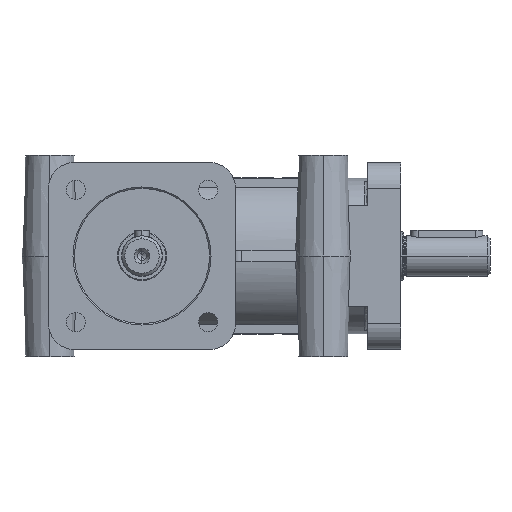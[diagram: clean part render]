
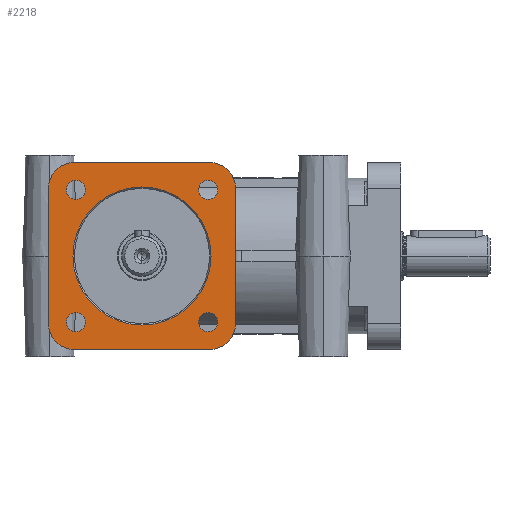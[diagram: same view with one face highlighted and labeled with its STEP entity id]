
A CAD part, left-side view. The second image highlights one B-rep face of the part: STEP entity #2218.
In plain terms, the highlighted planar face has unit normal (-1, 0, 0).
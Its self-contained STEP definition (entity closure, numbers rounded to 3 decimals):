
#2218=ADVANCED_FACE('',(#4848,#4849,#4850,#4851,#4852,#4853),#4854,.T.);
#4848=FACE_OUTER_BOUND('',#7892,.T.);
#4849=FACE_BOUND('',#7893,.T.);
#4850=FACE_BOUND('',#7894,.T.);
#4851=FACE_BOUND('',#7895,.T.);
#4852=FACE_BOUND('',#7896,.T.);
#4853=FACE_BOUND('',#7897,.T.);
#4854=PLANE('',#7898);
#7892=EDGE_LOOP('',(#14715,#14716,#14717,#14718,#14719,#14720,#14721,#14722));
#7893=EDGE_LOOP('',(#14723,#14724));
#7894=EDGE_LOOP('',(#14725,#14726,#14727));
#7895=EDGE_LOOP('',(#14728,#14729,#14730));
#7896=EDGE_LOOP('',(#14731,#14732,#14733));
#7897=EDGE_LOOP('',(#14734,#14735,#14736));
#7898=AXIS2_PLACEMENT_3D('',#14737,#14738,#14739);
#14715=ORIENTED_EDGE('',*,*,#21102,.T.);
#14716=ORIENTED_EDGE('',*,*,#21103,.T.);
#14717=ORIENTED_EDGE('',*,*,#21104,.T.);
#14718=ORIENTED_EDGE('',*,*,#21105,.T.);
#14719=ORIENTED_EDGE('',*,*,#21106,.T.);
#14720=ORIENTED_EDGE('',*,*,#19794,.T.);
#14721=ORIENTED_EDGE('',*,*,#21107,.T.);
#14722=ORIENTED_EDGE('',*,*,#21095,.T.);
#14723=ORIENTED_EDGE('',*,*,#20974,.T.);
#14724=ORIENTED_EDGE('',*,*,#18892,.T.);
#14725=ORIENTED_EDGE('',*,*,#21093,.F.);
#14726=ORIENTED_EDGE('',*,*,#21092,.F.);
#14727=ORIENTED_EDGE('',*,*,#18739,.F.);
#14728=ORIENTED_EDGE('',*,*,#21090,.F.);
#14729=ORIENTED_EDGE('',*,*,#21089,.F.);
#14730=ORIENTED_EDGE('',*,*,#18744,.F.);
#14731=ORIENTED_EDGE('',*,*,#21087,.F.);
#14732=ORIENTED_EDGE('',*,*,#21086,.F.);
#14733=ORIENTED_EDGE('',*,*,#18749,.F.);
#14734=ORIENTED_EDGE('',*,*,#21084,.F.);
#14735=ORIENTED_EDGE('',*,*,#21083,.F.);
#14736=ORIENTED_EDGE('',*,*,#18754,.F.);
#14737=CARTESIAN_POINT('',(-55.0,0.0,0.));
#14738=DIRECTION('',(-1.0,0.,0.0));
#14739=DIRECTION('',(0.0,0.0,1.0));
#18739=EDGE_CURVE('',#22671,#22667,#22673,.T.);
#18744=EDGE_CURVE('',#22680,#22676,#22682,.T.);
#18749=EDGE_CURVE('',#22689,#22685,#22691,.T.);
#18754=EDGE_CURVE('',#22698,#22694,#22700,.T.);
#18892=EDGE_CURVE('',#22942,#22940,#22943,.F.);
#19794=EDGE_CURVE('',#24460,#24458,#24461,.T.);
#20974=EDGE_CURVE('',#22940,#22942,#26140,.F.);
#21083=EDGE_CURVE('',#22694,#26266,#26267,.T.);
#21084=EDGE_CURVE('',#26266,#22698,#26268,.T.);
#21086=EDGE_CURVE('',#22685,#26270,#26271,.T.);
#21087=EDGE_CURVE('',#26270,#22689,#26272,.T.);
#21089=EDGE_CURVE('',#22676,#26274,#26275,.T.);
#21090=EDGE_CURVE('',#26274,#22680,#26276,.T.);
#21092=EDGE_CURVE('',#22667,#26278,#26279,.T.);
#21093=EDGE_CURVE('',#26278,#22671,#26280,.T.);
#21095=EDGE_CURVE('',#26282,#26283,#26284,.T.);
#21102=EDGE_CURVE('',#26283,#26293,#26294,.T.);
#21103=EDGE_CURVE('',#26293,#26295,#26296,.T.);
#21104=EDGE_CURVE('',#26295,#26297,#26298,.T.);
#21105=EDGE_CURVE('',#26297,#26299,#26300,.T.);
#21106=EDGE_CURVE('',#26299,#24460,#26301,.T.);
#21107=EDGE_CURVE('',#24458,#26282,#26302,.T.);
#22667=VERTEX_POINT('',#28753);
#22671=VERTEX_POINT('',#28758);
#22673=CIRCLE('',#28761,3.324);
#22676=VERTEX_POINT('',#28764);
#22680=VERTEX_POINT('',#28769);
#22682=CIRCLE('',#28772,3.324);
#22685=VERTEX_POINT('',#28775);
#22689=VERTEX_POINT('',#28780);
#22691=CIRCLE('',#28783,3.324);
#22694=VERTEX_POINT('',#28786);
#22698=VERTEX_POINT('',#28791);
#22700=CIRCLE('',#28794,3.324);
#22940=VERTEX_POINT('',#29109);
#22942=VERTEX_POINT('',#29112);
#22943=CIRCLE('',#29113,24.0);
#24458=VERTEX_POINT('',#31738);
#24460=VERTEX_POINT('',#31741);
#24461=LINE('',#31742,#31743);
#26140=CIRCLE('',#34259,24.0);
#26266=VERTEX_POINT('',#34437);
#26267=CIRCLE('',#34438,3.324);
#26268=CIRCLE('',#34439,3.324);
#26270=VERTEX_POINT('',#34441);
#26271=CIRCLE('',#34442,3.324);
#26272=CIRCLE('',#34443,3.324);
#26274=VERTEX_POINT('',#34445);
#26275=CIRCLE('',#34446,3.324);
#26276=CIRCLE('',#34447,3.324);
#26278=VERTEX_POINT('',#34449);
#26279=CIRCLE('',#34450,3.324);
#26280=CIRCLE('',#34451,3.324);
#26282=VERTEX_POINT('',#34453);
#26283=VERTEX_POINT('',#34454);
#26284=LINE('',#34455,#34456);
#26293=VERTEX_POINT('',#34480);
#26294=CIRCLE('',#34481,9.0);
#26295=VERTEX_POINT('',#34482);
#26296=LINE('',#34483,#34484);
#26297=VERTEX_POINT('',#34485);
#26298=CIRCLE('',#34486,9.0);
#26299=VERTEX_POINT('',#34487);
#26300=LINE('',#34488,#34489);
#26301=CIRCLE('',#34490,9.0);
#26302=CIRCLE('',#34491,9.0);
#28753=CARTESIAN_POINT('',(-55.0,19.677,23.0));
#28758=CARTESIAN_POINT('',(-55.0,26.324,23.0));
#28761=AXIS2_PLACEMENT_3D('',#36935,#36936,#36937);
#28764=CARTESIAN_POINT('',(-55.0,-26.324,23.0));
#28769=CARTESIAN_POINT('',(-55.0,-19.677,23.0));
#28772=AXIS2_PLACEMENT_3D('',#36943,#36944,#36945);
#28775=CARTESIAN_POINT('',(-55.0,-26.324,-23.0));
#28780=CARTESIAN_POINT('',(-55.0,-19.677,-23.0));
#28783=AXIS2_PLACEMENT_3D('',#36951,#36952,#36953);
#28786=CARTESIAN_POINT('',(-55.0,19.677,-23.0));
#28791=CARTESIAN_POINT('',(-55.0,26.324,-23.0));
#28794=AXIS2_PLACEMENT_3D('',#36959,#36960,#36961);
#29109=CARTESIAN_POINT('',(-55.0,-24.0,0.));
#29112=CARTESIAN_POINT('',(-55.0,24.0,0.));
#29113=AXIS2_PLACEMENT_3D('',#37191,#37192,#37193);
#31738=CARTESIAN_POINT('',(-55.0,23.5,32.5));
#31741=CARTESIAN_POINT('',(-55.0,-23.5,32.5));
#31742=CARTESIAN_POINT('',(-55.0,-23.5,32.5));
#31743=VECTOR('',#38467,1000.0);
#34259=AXIS2_PLACEMENT_3D('',#39553,#39554,#39555);
#34437=CARTESIAN_POINT('',(-55.0,23.0,-19.677));
#34438=AXIS2_PLACEMENT_3D('',#39716,#39717,#39718);
#34439=AXIS2_PLACEMENT_3D('',#39719,#39720,#39721);
#34441=CARTESIAN_POINT('',(-55.0,-23.0,-19.677));
#34442=AXIS2_PLACEMENT_3D('',#39722,#39723,#39724);
#34443=AXIS2_PLACEMENT_3D('',#39725,#39726,#39727);
#34445=CARTESIAN_POINT('',(-55.0,-23.0,26.324));
#34446=AXIS2_PLACEMENT_3D('',#39728,#39729,#39730);
#34447=AXIS2_PLACEMENT_3D('',#39731,#39732,#39733);
#34449=CARTESIAN_POINT('',(-55.0,23.0,26.324));
#34450=AXIS2_PLACEMENT_3D('',#39734,#39735,#39736);
#34451=AXIS2_PLACEMENT_3D('',#39737,#39738,#39739);
#34453=CARTESIAN_POINT('',(-55.0,32.5,23.5));
#34454=CARTESIAN_POINT('',(-55.0,32.5,-23.5));
#34455=CARTESIAN_POINT('',(-55.0,32.5,23.5));
#34456=VECTOR('',#39740,1000.0);
#34480=CARTESIAN_POINT('',(-55.0,23.5,-32.5));
#34481=AXIS2_PLACEMENT_3D('',#39744,#39745,#39746);
#34482=CARTESIAN_POINT('',(-55.0,-23.5,-32.5));
#34483=CARTESIAN_POINT('',(-55.0,23.5,-32.5));
#34484=VECTOR('',#39747,1000.0);
#34485=CARTESIAN_POINT('',(-55.0,-32.5,-23.5));
#34486=AXIS2_PLACEMENT_3D('',#39748,#39749,#39750);
#34487=CARTESIAN_POINT('',(-55.0,-32.5,23.5));
#34488=CARTESIAN_POINT('',(-55.0,-32.5,-23.5));
#34489=VECTOR('',#39751,1000.0);
#34490=AXIS2_PLACEMENT_3D('',#39752,#39753,#39754);
#34491=AXIS2_PLACEMENT_3D('',#39755,#39756,#39757);
#36935=CARTESIAN_POINT('',(-55.0,23.0,23.0));
#36936=DIRECTION('',(-1.0,0.,0.0));
#36937=DIRECTION('',(0.0,0.0,1.0));
#36943=CARTESIAN_POINT('',(-55.0,-23.0,23.0));
#36944=DIRECTION('',(-1.0,0.,0.0));
#36945=DIRECTION('',(0.0,0.0,1.0));
#36951=CARTESIAN_POINT('',(-55.0,-23.0,-23.0));
#36952=DIRECTION('',(-1.0,0.,0.0));
#36953=DIRECTION('',(0.0,0.0,1.0));
#36959=CARTESIAN_POINT('',(-55.0,23.0,-23.0));
#36960=DIRECTION('',(-1.0,0.,0.0));
#36961=DIRECTION('',(0.0,0.0,1.0));
#37191=CARTESIAN_POINT('',(-55.0,0.,0.));
#37192=DIRECTION('',(-1.0,0.,0.0));
#37193=DIRECTION('',(0.,-1.0,0.0));
#38467=DIRECTION('',(0.0,1.0,0.0));
#39553=CARTESIAN_POINT('',(-55.0,0.,0.));
#39554=DIRECTION('',(-1.0,0.,0.0));
#39555=DIRECTION('',(0.,-1.0,0.0));
#39716=CARTESIAN_POINT('',(-55.0,23.0,-23.0));
#39717=DIRECTION('',(-1.0,0.,0.0));
#39718=DIRECTION('',(0.0,0.0,1.0));
#39719=CARTESIAN_POINT('',(-55.0,23.0,-23.0));
#39720=DIRECTION('',(-1.0,0.,0.0));
#39721=DIRECTION('',(0.0,0.0,1.0));
#39722=CARTESIAN_POINT('',(-55.0,-23.0,-23.0));
#39723=DIRECTION('',(-1.0,0.,0.0));
#39724=DIRECTION('',(0.0,0.0,1.0));
#39725=CARTESIAN_POINT('',(-55.0,-23.0,-23.0));
#39726=DIRECTION('',(-1.0,0.,0.0));
#39727=DIRECTION('',(0.0,0.0,1.0));
#39728=CARTESIAN_POINT('',(-55.0,-23.0,23.0));
#39729=DIRECTION('',(-1.0,0.,0.0));
#39730=DIRECTION('',(0.0,0.0,1.0));
#39731=CARTESIAN_POINT('',(-55.0,-23.0,23.0));
#39732=DIRECTION('',(-1.0,0.,0.0));
#39733=DIRECTION('',(0.0,0.0,1.0));
#39734=CARTESIAN_POINT('',(-55.0,23.0,23.0));
#39735=DIRECTION('',(-1.0,0.,0.0));
#39736=DIRECTION('',(0.0,0.0,1.0));
#39737=CARTESIAN_POINT('',(-55.0,23.0,23.0));
#39738=DIRECTION('',(-1.0,0.,0.0));
#39739=DIRECTION('',(0.0,0.0,1.0));
#39740=DIRECTION('',(0.0,0.,-1.0));
#39744=CARTESIAN_POINT('',(-55.0,23.5,-23.5));
#39745=DIRECTION('',(-1.0,0.0,0.0));
#39746=DIRECTION('',(0.0,-1.0,0.0));
#39747=DIRECTION('',(0.0,-1.0,0.));
#39748=CARTESIAN_POINT('',(-55.0,-23.5,-23.5));
#39749=DIRECTION('',(-1.0,0.0,0.0));
#39750=DIRECTION('',(0.0,1.0,0.0));
#39751=DIRECTION('',(0.0,0.,1.0));
#39752=CARTESIAN_POINT('',(-55.0,-23.5,23.5));
#39753=DIRECTION('',(-1.0,0.0,0.0));
#39754=DIRECTION('',(0.0,1.0,0.0));
#39755=CARTESIAN_POINT('',(-55.0,23.5,23.5));
#39756=DIRECTION('',(-1.0,0.0,0.0));
#39757=DIRECTION('',(0.0,-1.0,0.0));
